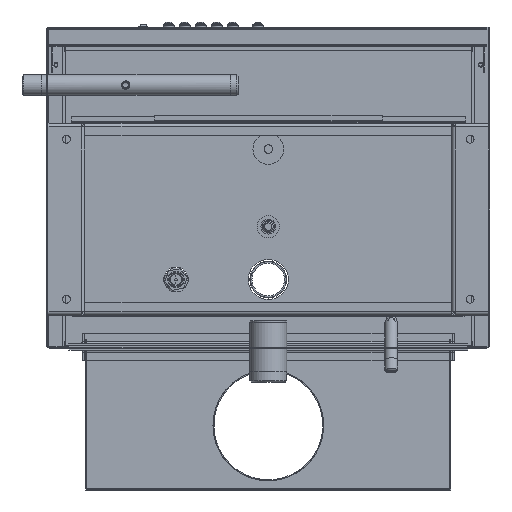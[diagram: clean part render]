
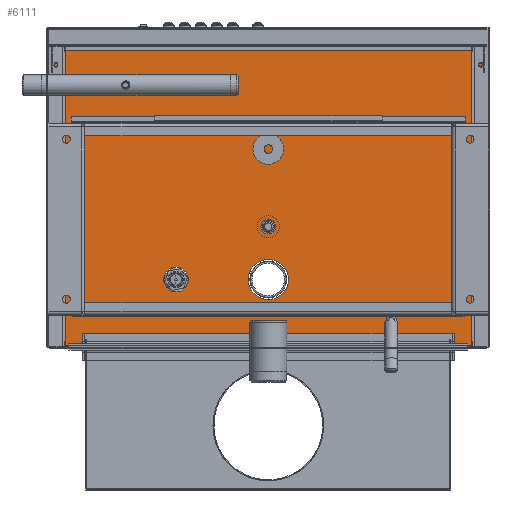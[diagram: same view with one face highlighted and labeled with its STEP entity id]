
A CAD part, front view. The second image highlights one B-rep face of the part: STEP entity #6111.
In plain terms, the highlighted planar face has unit normal (0, -1, 0).
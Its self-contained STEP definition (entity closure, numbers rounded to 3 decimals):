
#6111=ADVANCED_FACE('',(#25214,#25216,#25218,#25220),#25222,.F.);
#25214=FACE_BOUND('',#25215,.T.);
#25215=EDGE_LOOP('',(#43626,#43627,#43628,#43629));
#25216=FACE_BOUND('',#25217,.T.);
#25217=EDGE_LOOP('',(#43630));
#25218=FACE_BOUND('',#25219,.T.);
#25219=EDGE_LOOP('',(#43631));
#25220=FACE_BOUND('',#25221,.T.);
#25221=EDGE_LOOP('',(#43632));
#25222=PLANE('',#25223);
#25223=AXIS2_PLACEMENT_3D('',#25224,#25225,#25226);
#25224=CARTESIAN_POINT('',(0.,0.,0.));
#25225=DIRECTION('',(-0.,1.,0.));
#25226=DIRECTION('',(1.,0.,0.));
#43626=ORIENTED_EDGE('',*,*,#53691,.T.);
#43627=ORIENTED_EDGE('',*,*,#53692,.T.);
#43628=ORIENTED_EDGE('',*,*,#53693,.T.);
#43629=ORIENTED_EDGE('',*,*,#53694,.T.);
#43630=ORIENTED_EDGE('',*,*,#53695,.T.);
#43631=ORIENTED_EDGE('',*,*,#53696,.T.);
#43632=ORIENTED_EDGE('',*,*,#53697,.T.);
#53691=EDGE_CURVE('',#59086,#59087,#59088,.T.);
#53692=EDGE_CURVE('',#59087,#59089,#59090,.T.);
#53693=EDGE_CURVE('',#59089,#59091,#59092,.T.);
#53694=EDGE_CURVE('',#59091,#59086,#59093,.T.);
#53695=EDGE_CURVE('',#59094,#59094,#59095,.T.);
#53696=EDGE_CURVE('',#59096,#59096,#59097,.T.);
#53697=EDGE_CURVE('',#59098,#59098,#59099,.T.);
#59086=VERTEX_POINT('',#69494);
#59087=VERTEX_POINT('',#69495);
#59088=LINE('',#69496,#69497);
#59089=VERTEX_POINT('',#69499);
#59090=LINE('',#69500,#69501);
#59091=VERTEX_POINT('',#69503);
#59092=LINE('',#69504,#69505);
#59093=LINE('',#69507,#69508);
#59094=VERTEX_POINT('',#69510);
#59095=CIRCLE('',#69511,12.);
#59096=VERTEX_POINT('',#69515);
#59097=CIRCLE('',#69516,20.);
#59098=VERTEX_POINT('',#69520);
#59099=CIRCLE('',#69521,32.5);
#69494=CARTESIAN_POINT('',(357.,0.,257.));
#69495=CARTESIAN_POINT('',(-357.,0.,257.));
#69496=CARTESIAN_POINT('',(357.,0.,257.));
#69497=VECTOR('',#69498,1.);
#69498=DIRECTION('',(-1.,0.,0.));
#69499=CARTESIAN_POINT('',(-357.,0.,-257.));
#69500=CARTESIAN_POINT('',(-357.,0.,257.));
#69501=VECTOR('',#69502,1.);
#69502=DIRECTION('',(0.,0.,-1.));
#69503=CARTESIAN_POINT('',(357.,0.,-257.));
#69504=CARTESIAN_POINT('',(-357.,0.,-257.));
#69505=VECTOR('',#69506,1.);
#69506=DIRECTION('',(1.,0.,0.));
#69507=CARTESIAN_POINT('',(357.,0.,-257.));
#69508=VECTOR('',#69509,1.);
#69509=DIRECTION('',(0.,0.,1.));
#69510=CARTESIAN_POINT('',(12.,0.,-64.));
#69511=AXIS2_PLACEMENT_3D('',#69512,#69513,#69514);
#69512=CARTESIAN_POINT('',(0.,0.,-64.));
#69513=DIRECTION('',(-0.,1.,0.));
#69514=DIRECTION('',(1.,0.,0.));
#69515=CARTESIAN_POINT('',(-130.,0.,-150.));
#69516=AXIS2_PLACEMENT_3D('',#69517,#69518,#69519);
#69517=CARTESIAN_POINT('',(-150.,0.,-150.));
#69518=DIRECTION('',(-0.,1.,0.));
#69519=DIRECTION('',(1.,0.,0.));
#69520=CARTESIAN_POINT('',(32.5,0.,-150.));
#69521=AXIS2_PLACEMENT_3D('',#69522,#69523,#69524);
#69522=CARTESIAN_POINT('',(0.,0.,-150.));
#69523=DIRECTION('',(-0.,1.,0.));
#69524=DIRECTION('',(1.,0.,0.));
